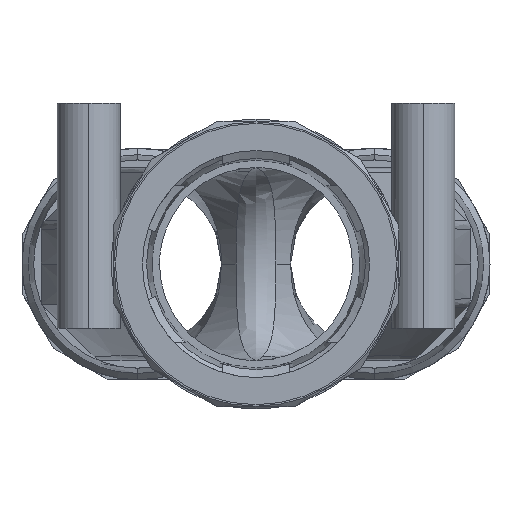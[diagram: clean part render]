
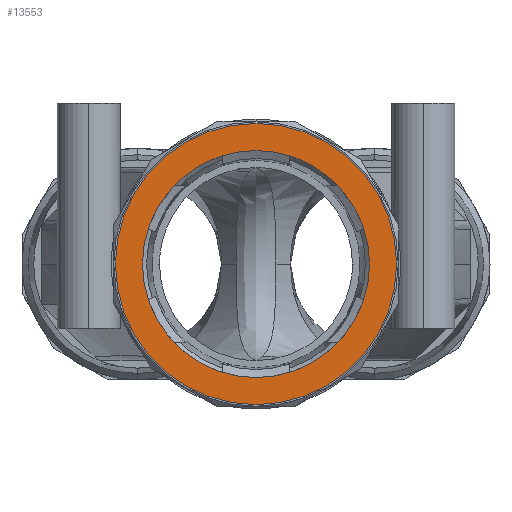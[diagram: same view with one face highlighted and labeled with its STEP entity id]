
A CAD part, front view. The second image highlights one B-rep face of the part: STEP entity #13553.
In plain terms, the highlighted planar face has unit normal (0, -1, 0).
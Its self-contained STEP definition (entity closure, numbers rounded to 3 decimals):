
#12198 = EDGE_CURVE ( 'NONE', #12199, #12200, #32506, .T. ) ;
#12199 = VERTEX_POINT ( 'NONE', #32502 ) ;
#12200 = VERTEX_POINT ( 'NONE', #32501 ) ;
#12441 = EDGE_CURVE ( 'NONE', #12200, #12199, #33270, .T. ) ;
#12444 = VERTEX_POINT ( 'NONE', #33266 ) ;
#12547 = EDGE_CURVE ( 'NONE', #12548, #12444, #33487, .T. ) ;
#12548 = VERTEX_POINT ( 'NONE', #33482 ) ;
#13546 = EDGE_CURVE ( 'NONE', #12444, #12548, #34710, .T. ) ;
#13553 = ADVANCED_FACE ( 'NONE', ( #34799, #34798 ), #34797, .F. ) ;
#13555 = EDGE_LOOP ( 'NONE', ( #13556, #13558 ) ) ;
#13556 = ORIENTED_EDGE ( 'NONE', *, *, #12547, .F. ) ;
#13558 = ORIENTED_EDGE ( 'NONE', *, *, #13546, .F. ) ;
#13559 = EDGE_LOOP ( 'NONE', ( #13560, #13561 ) ) ;
#13560 = ORIENTED_EDGE ( 'NONE', *, *, #12441, .T. ) ;
#13561 = ORIENTED_EDGE ( 'NONE', *, *, #12198, .T. ) ;
#32394 = CARTESIAN_POINT ( 'NONE',  ( 0., -5.887, 0. ) ) ;
#32501 = CARTESIAN_POINT ( 'NONE',  ( -17.65, -5.887, 0. ) ) ;
#32502 = CARTESIAN_POINT ( 'NONE',  ( 17.65, -5.887, 0. ) ) ;
#32503 = DIRECTION ( 'NONE',  ( -1., 0., 0. ) ) ;
#32504 = DIRECTION ( 'NONE',  ( 0., 1., 0. ) ) ;
#32505 = AXIS2_PLACEMENT_3D ( 'NONE', #32394, #32504, #32503 ) ;
#32506 = CIRCLE ( 'NONE', #32505, 17.65 ) ;
#33266 = CARTESIAN_POINT ( 'NONE',  ( 21.85, -5.887, 0. ) ) ;
#33267 = DIRECTION ( 'NONE',  ( -1., 0., 0. ) ) ;
#33268 = DIRECTION ( 'NONE',  ( 0., 1., 0. ) ) ;
#33269 = AXIS2_PLACEMENT_3D ( 'NONE', #33276, #33268, #33267 ) ;
#33270 = CIRCLE ( 'NONE', #33269, 17.65 ) ;
#33276 = CARTESIAN_POINT ( 'NONE',  ( 0., -5.887, 0. ) ) ;
#33482 = CARTESIAN_POINT ( 'NONE',  ( -21.85, -5.887, 0. ) ) ;
#33483 = DIRECTION ( 'NONE',  ( -1., 0., 0. ) ) ;
#33484 = DIRECTION ( 'NONE',  ( 0., 1., 0. ) ) ;
#33485 = CARTESIAN_POINT ( 'NONE',  ( 0., -5.887, 0. ) ) ;
#33486 = AXIS2_PLACEMENT_3D ( 'NONE', #33485, #33484, #33483 ) ;
#33487 = CIRCLE ( 'NONE', #33486, 21.85 ) ;
#34709 = AXIS2_PLACEMENT_3D ( 'NONE', #34715, #34801, #34800 ) ;
#34710 = CIRCLE ( 'NONE', #34709, 21.85 ) ;
#34715 = CARTESIAN_POINT ( 'NONE',  ( 0., -5.887, 0. ) ) ;
#34793 = DIRECTION ( 'NONE',  ( -1., 0., 0. ) ) ;
#34794 = DIRECTION ( 'NONE',  ( 0., 1., 0. ) ) ;
#34795 = CARTESIAN_POINT ( 'NONE',  ( 21.85, -5.887, 0. ) ) ;
#34796 = AXIS2_PLACEMENT_3D ( 'NONE', #34795, #34794, #34793 ) ;
#34797 = PLANE ( 'NONE',  #34796 ) ;
#34798 = FACE_BOUND ( 'NONE', #13559, .T. ) ;
#34799 = FACE_OUTER_BOUND ( 'NONE', #13555, .T. ) ;
#34800 = DIRECTION ( 'NONE',  ( -1., 0., 0. ) ) ;
#34801 = DIRECTION ( 'NONE',  ( 0., 1., 0. ) ) ;
